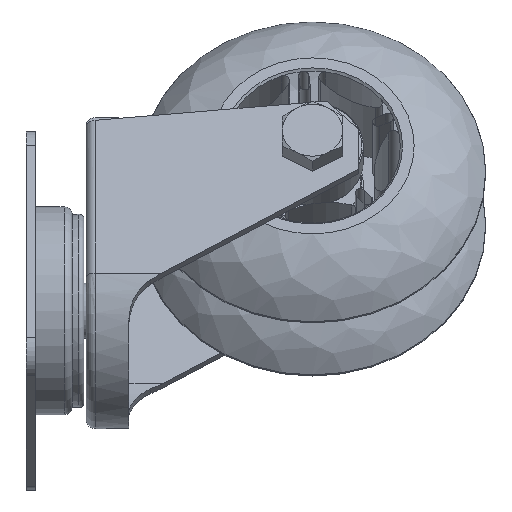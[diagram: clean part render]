
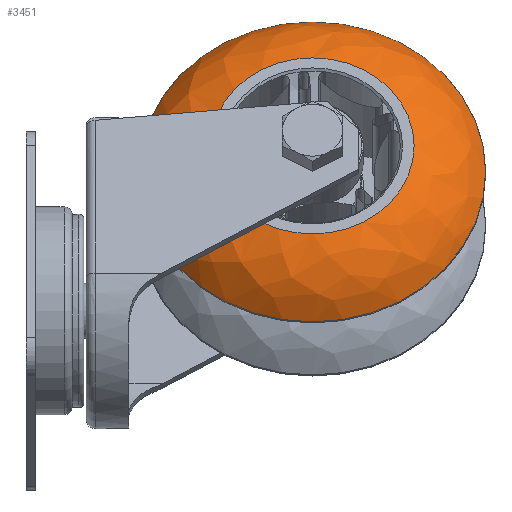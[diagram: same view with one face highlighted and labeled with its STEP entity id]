
A CAD part, left-side view. The second image highlights one B-rep face of the part: STEP entity #3451.
In plain terms, the highlighted free-form (B-spline) face has degree [2, 2] with [3, 9] control points.
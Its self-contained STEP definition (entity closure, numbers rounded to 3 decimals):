
#65=(
BOUNDED_CURVE()
B_SPLINE_CURVE(2,(#5741,#5742,#5743),.UNSPECIFIED.,.F.,.F.)
B_SPLINE_CURVE_WITH_KNOTS((3,3),(-1.387,-0.497),
 .UNSPECIFIED.)
CURVE()
GEOMETRIC_REPRESENTATION_ITEM()
RATIONAL_B_SPLINE_CURVE((1.,0.903,1.))
REPRESENTATION_ITEM('')
);
#91=(
BOUNDED_SURFACE()
B_SPLINE_SURFACE(2,2,((#5710,#5711,#5712,#5713,#5714,#5715,#5716,#5717,
#5718),(#5719,#5720,#5721,#5722,#5723,#5724,#5725,#5726,#5727),(#5728,#5729,
#5730,#5731,#5732,#5733,#5734,#5735,#5736)),.UNSPECIFIED.,.F.,.T.,.F.)
B_SPLINE_SURFACE_WITH_KNOTS((3,3),(3,2,2,2,3),(0.497,1.387),
(-3.142,-1.571,0.,1.571,3.142),
 .UNSPECIFIED.)
GEOMETRIC_REPRESENTATION_ITEM()
RATIONAL_B_SPLINE_SURFACE(((1.,0.707,1.,0.707,1.,
0.707,1.,0.707,1.),(0.903,0.638,
0.903,0.638,0.903,0.638,
0.903,0.638,0.903),(1.,0.707,
1.,0.707,1.,0.707,1.,0.707,1.)))
REPRESENTATION_ITEM('')
SURFACE()
);
#456=FACE_OUTER_BOUND('',#671,.T.);
#671=EDGE_LOOP('',(#2716,#2717,#2718,#2719,#2720,#2721));
#1331=CIRCLE('',#3788,37.473);
#1332=CIRCLE('',#3789,37.473);
#1335=CIRCLE('',#3792,22.);
#1336=CIRCLE('',#3793,22.);
#1591=VERTEX_POINT('',#5672);
#1592=VERTEX_POINT('',#5673);
#1595=VERTEX_POINT('',#5737);
#1596=VERTEX_POINT('',#5738);
#2008=EDGE_CURVE('',#1591,#1592,#1331,.T.);
#2009=EDGE_CURVE('',#1592,#1591,#1332,.T.);
#2013=EDGE_CURVE('',#1595,#1596,#1335,.T.);
#2014=EDGE_CURVE('',#1596,#1595,#1336,.T.);
#2015=EDGE_CURVE('',#1596,#1592,#65,.T.);
#2716=ORIENTED_EDGE('',*,*,#2013,.F.);
#2717=ORIENTED_EDGE('',*,*,#2014,.F.);
#2718=ORIENTED_EDGE('',*,*,#2015,.T.);
#2719=ORIENTED_EDGE('',*,*,#2008,.F.);
#2720=ORIENTED_EDGE('',*,*,#2009,.F.);
#2721=ORIENTED_EDGE('',*,*,#2015,.F.);
#3451=ADVANCED_FACE('',(#456),#91,.F.);
#3788=AXIS2_PLACEMENT_3D('',#5674,#4566,#4567);
#3789=AXIS2_PLACEMENT_3D('',#5675,#4568,#4569);
#3792=AXIS2_PLACEMENT_3D('',#5739,#4574,#4575);
#3793=AXIS2_PLACEMENT_3D('',#5740,#4576,#4577);
#4566=DIRECTION('center_axis',(0.,0.,1.));
#4567=DIRECTION('ref_axis',(0.,-1.,0.));
#4568=DIRECTION('center_axis',(0.,0.,1.));
#4569=DIRECTION('ref_axis',(0.,-1.,0.));
#4574=DIRECTION('center_axis',(0.,0.,-1.));
#4575=DIRECTION('ref_axis',(1.,0.,0.));
#4576=DIRECTION('center_axis',(0.,0.,-1.));
#4577=DIRECTION('ref_axis',(1.,0.,0.));
#5672=CARTESIAN_POINT('',(0.,37.473,-0.338));
#5673=CARTESIAN_POINT('',(37.473,0.,-0.338));
#5674=CARTESIAN_POINT('Origin',(0.,0.,-0.338));
#5675=CARTESIAN_POINT('Origin',(0.,0.,-0.338));
#5710=CARTESIAN_POINT('Ctrl Pts',(37.473,0.,-0.338));
#5711=CARTESIAN_POINT('Ctrl Pts',(37.473,-37.473,-0.338));
#5712=CARTESIAN_POINT('Ctrl Pts',(0.,-37.473,-0.338));
#5713=CARTESIAN_POINT('Ctrl Pts',(-37.473,-37.473,-0.338));
#5714=CARTESIAN_POINT('Ctrl Pts',(-37.473,0.,-0.338));
#5715=CARTESIAN_POINT('Ctrl Pts',(-37.473,37.473,-0.338));
#5716=CARTESIAN_POINT('Ctrl Pts',(0.,37.473,-0.338));
#5717=CARTESIAN_POINT('Ctrl Pts',(37.473,37.473,-0.338));
#5718=CARTESIAN_POINT('Ctrl Pts',(37.473,0.,-0.338));
#5719=CARTESIAN_POINT('Ctrl Pts',(32.421,0.,-9.658));
#5720=CARTESIAN_POINT('Ctrl Pts',(32.421,-32.421,-9.658));
#5721=CARTESIAN_POINT('Ctrl Pts',(0.,-32.421,-9.658));
#5722=CARTESIAN_POINT('Ctrl Pts',(-32.421,-32.421,-9.658));
#5723=CARTESIAN_POINT('Ctrl Pts',(-32.421,0.,-9.658));
#5724=CARTESIAN_POINT('Ctrl Pts',(-32.421,32.421,-9.658));
#5725=CARTESIAN_POINT('Ctrl Pts',(0.,32.421,-9.658));
#5726=CARTESIAN_POINT('Ctrl Pts',(32.421,32.421,-9.658));
#5727=CARTESIAN_POINT('Ctrl Pts',(32.421,0.,-9.658));
#5728=CARTESIAN_POINT('Ctrl Pts',(22.,0.,-11.6));
#5729=CARTESIAN_POINT('Ctrl Pts',(22.,-22.,-11.6));
#5730=CARTESIAN_POINT('Ctrl Pts',(0.,-22.,-11.6));
#5731=CARTESIAN_POINT('Ctrl Pts',(-22.,-22.,-11.6));
#5732=CARTESIAN_POINT('Ctrl Pts',(-22.,0.,-11.6));
#5733=CARTESIAN_POINT('Ctrl Pts',(-22.,22.,-11.6));
#5734=CARTESIAN_POINT('Ctrl Pts',(0.,22.,-11.6));
#5735=CARTESIAN_POINT('Ctrl Pts',(22.,22.,-11.6));
#5736=CARTESIAN_POINT('Ctrl Pts',(22.,0.,-11.6));
#5737=CARTESIAN_POINT('',(0.,22.,-11.6));
#5738=CARTESIAN_POINT('',(22.,0.,-11.6));
#5739=CARTESIAN_POINT('Origin',(0.,0.,-11.6));
#5740=CARTESIAN_POINT('Origin',(0.,0.,-11.6));
#5741=CARTESIAN_POINT('Ctrl Pts',(22.,0.,-11.6));
#5742=CARTESIAN_POINT('Ctrl Pts',(32.421,0.,-9.658));
#5743=CARTESIAN_POINT('Ctrl Pts',(37.473,0.,-0.338));
